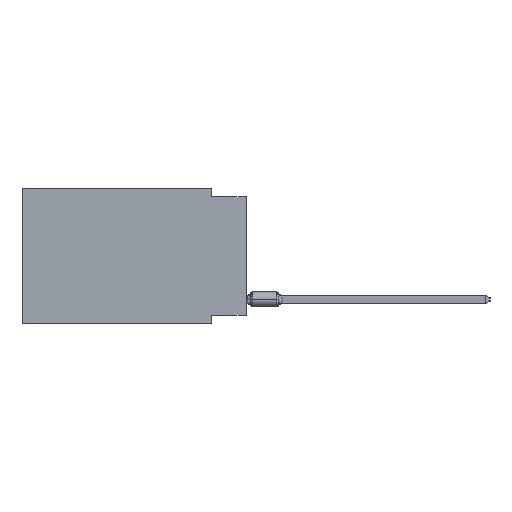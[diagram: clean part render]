
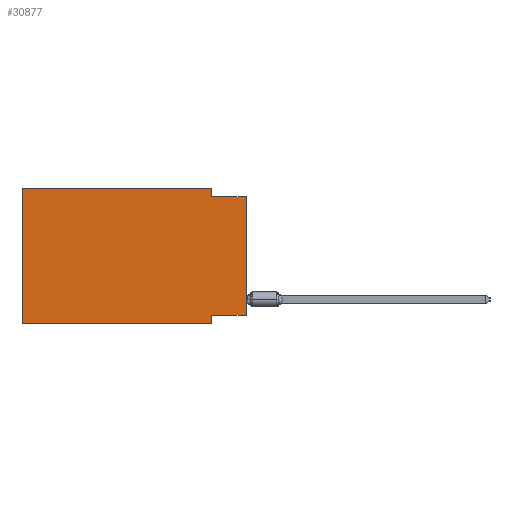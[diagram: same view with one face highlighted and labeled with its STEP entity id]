
A CAD part, left-side view. The second image highlights one B-rep face of the part: STEP entity #30877.
In plain terms, the highlighted planar face has unit normal (-1, 0, 0).
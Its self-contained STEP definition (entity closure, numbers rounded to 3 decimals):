
#60 = VECTOR ( 'NONE', #1087, 1000. ) ;
#1087 = DIRECTION ( 'NONE',  ( 0., -1., 0. ) ) ;
#1466 = LINE ( 'NONE', #37226, #39715 ) ;
#1564 = EDGE_CURVE ( 'NONE', #31312, #33172, #20511, .T. ) ;
#4136 = VERTEX_POINT ( 'NONE', #54092 ) ;
#4296 = DIRECTION ( 'NONE',  ( 0., 0., -1. ) ) ;
#4447 = VERTEX_POINT ( 'NONE', #53160 ) ;
#4542 = VECTOR ( 'NONE', #4296, 1000. ) ;
#4969 = LINE ( 'NONE', #13783, #48280 ) ;
#5756 = LINE ( 'NONE', #9862, #60 ) ;
#7243 = EDGE_LOOP ( 'NONE', ( #19281, #40809, #38303, #45074, #25091, #25702, #9295, #48331 ) ) ;
#7428 = EDGE_CURVE ( 'NONE', #51244, #37401, #1466, .T. ) ;
#7624 = VERTEX_POINT ( 'NONE', #27206 ) ;
#9295 = ORIENTED_EDGE ( 'NONE', *, *, #43849, .F. ) ;
#9345 = EDGE_CURVE ( 'NONE', #31312, #22700, #4969, .T. ) ;
#9667 = DIRECTION ( 'NONE',  ( 0., 0., 1. ) ) ;
#9862 = CARTESIAN_POINT ( 'NONE',  ( 0., 16.383, -9.906 ) ) ;
#10236 = VECTOR ( 'NONE', #42203, 1000. ) ;
#11724 = DIRECTION ( 'NONE',  ( 0., -1., 0. ) ) ;
#12135 = VECTOR ( 'NONE', #11724, 1000. ) ;
#13783 = CARTESIAN_POINT ( 'NONE',  ( 0., 0., 0. ) ) ;
#14375 = CARTESIAN_POINT ( 'NONE',  ( 0., 16.383, 0. ) ) ;
#14720 = CARTESIAN_POINT ( 'NONE',  ( 0., 2.54, 0. ) ) ;
#16574 = AXIS2_PLACEMENT_3D ( 'NONE', #21697, #53062, #48656 ) ;
#17010 = FACE_OUTER_BOUND ( 'NONE', #7243, .T. ) ;
#17887 = DIRECTION ( 'NONE',  ( 0., 0., 1. ) ) ;
#18769 = LINE ( 'NONE', #14375, #55196 ) ;
#19281 = ORIENTED_EDGE ( 'NONE', *, *, #9345, .T. ) ;
#20510 = LINE ( 'NONE', #38410, #12135 ) ;
#20511 = LINE ( 'NONE', #56297, #10236 ) ;
#21676 = CARTESIAN_POINT ( 'NONE',  ( 0., 2.54, -0.635 ) ) ;
#21697 = CARTESIAN_POINT ( 'NONE',  ( 0., 16.383, 0. ) ) ;
#22700 = VERTEX_POINT ( 'NONE', #25013 ) ;
#24045 = DIRECTION ( 'NONE',  ( 0., 0., -1. ) ) ;
#25013 = CARTESIAN_POINT ( 'NONE',  ( 0., 0., -0.635 ) ) ;
#25091 = ORIENTED_EDGE ( 'NONE', *, *, #43195, .F. ) ;
#25702 = ORIENTED_EDGE ( 'NONE', *, *, #52313, .T. ) ;
#27206 = CARTESIAN_POINT ( 'NONE',  ( 0., 16.383, 0. ) ) ;
#30690 = LINE ( 'NONE', #52967, #4542 ) ;
#30829 = CARTESIAN_POINT ( 'NONE',  ( 0., 0., -0.635 ) ) ;
#30877 = ADVANCED_FACE ( 'NONE', ( #17010 ), #34893, .F. ) ;
#31312 = VERTEX_POINT ( 'NONE', #35401 ) ;
#31668 = VECTOR ( 'NONE', #34943, 1000. ) ;
#33172 = VERTEX_POINT ( 'NONE', #35978 ) ;
#34893 = PLANE ( 'NONE',  #16574 ) ;
#34943 = DIRECTION ( 'NONE',  ( 0., -1., 0. ) ) ;
#35401 = CARTESIAN_POINT ( 'NONE',  ( 0., 0., -9.271 ) ) ;
#35978 = CARTESIAN_POINT ( 'NONE',  ( 0., 2.54, -9.271 ) ) ;
#37226 = CARTESIAN_POINT ( 'NONE',  ( 0., 2.54, 0. ) ) ;
#37401 = VERTEX_POINT ( 'NONE', #21676 ) ;
#38303 = ORIENTED_EDGE ( 'NONE', *, *, #7428, .F. ) ;
#38410 = CARTESIAN_POINT ( 'NONE',  ( 0., 16.383, 0. ) ) ;
#39715 = VECTOR ( 'NONE', #24045, 1000. ) ;
#40809 = ORIENTED_EDGE ( 'NONE', *, *, #41935, .F. ) ;
#41935 = EDGE_CURVE ( 'NONE', #37401, #22700, #47551, .T. ) ;
#42203 = DIRECTION ( 'NONE',  ( 0., 1., 0. ) ) ;
#43195 = EDGE_CURVE ( 'NONE', #4136, #7624, #18769, .T. ) ;
#43397 = EDGE_CURVE ( 'NONE', #7624, #51244, #20510, .T. ) ;
#43849 = EDGE_CURVE ( 'NONE', #33172, #4447, #30690, .T. ) ;
#45074 = ORIENTED_EDGE ( 'NONE', *, *, #43397, .F. ) ;
#47551 = LINE ( 'NONE', #30829, #31668 ) ;
#48280 = VECTOR ( 'NONE', #17887, 1000. ) ;
#48331 = ORIENTED_EDGE ( 'NONE', *, *, #1564, .F. ) ;
#48656 = DIRECTION ( 'NONE',  ( 0., 0., -1. ) ) ;
#51244 = VERTEX_POINT ( 'NONE', #14720 ) ;
#52313 = EDGE_CURVE ( 'NONE', #4136, #4447, #5756, .T. ) ;
#52967 = CARTESIAN_POINT ( 'NONE',  ( 0., 2.54, -9.906 ) ) ;
#53062 = DIRECTION ( 'NONE',  ( 1., 0., 0. ) ) ;
#53160 = CARTESIAN_POINT ( 'NONE',  ( 0., 2.54, -9.906 ) ) ;
#54092 = CARTESIAN_POINT ( 'NONE',  ( 0., 16.383, -9.906 ) ) ;
#55196 = VECTOR ( 'NONE', #9667, 1000. ) ;
#56297 = CARTESIAN_POINT ( 'NONE',  ( 0., 0., -9.271 ) ) ;
